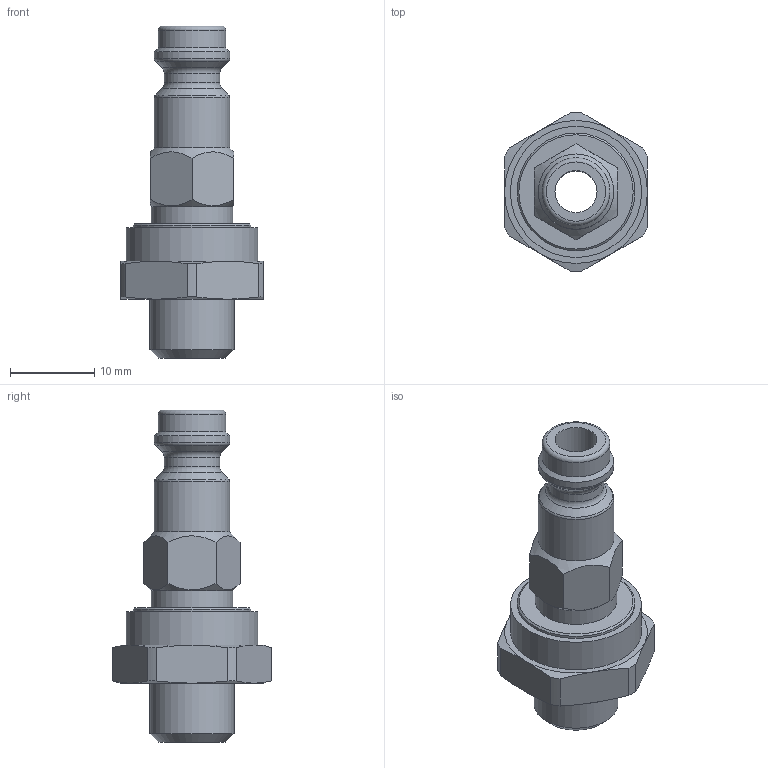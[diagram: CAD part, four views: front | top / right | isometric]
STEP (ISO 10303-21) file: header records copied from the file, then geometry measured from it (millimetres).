
FILE_DESCRIPTION(/* description */ (''),/* implementation_level */ '2;1');
FILE_NAME(/* name */ 'ksg_18_nw5-blc.stp',/* time_stamp */ '2018-01-22T12:45:33+01:00',/* author */ ('leitheußer'),/* organization */ (''),/* preprocessor_version */ 'ST-DEVELOPER v15.6',/* originating_system */ 'Autodesk Inventor LT ',/* authorisation */ '');
FILE_SCHEMA (('AUTOMOTIVE_DESIGN { 1 0 10303 214 3 1 1 }'));
Length unit declared in the file: millimetre
Products named in the file (1): KSG 18 NW5-BLC
Bounding box: 17 x 19 x 39.5 mm (x, y, z)
Volume: 3223.6 mm3; surface area: 2510 mm2
Topology: 1 solids, 2 shells, 60 faces, 131 edges, 77 vertices
Faces by surface type: cone 20, plane 18, cylinder 16, torus 6
Full cylindrical faces by diameter (mm): 5 x1, 6.6 x1, 8.05 x1, 8.96 x2, 9.7 x1, 10 x1, 13.99 x1, 14 x1, 15.6 x1
Entity records: 1563 total; most frequent: CARTESIAN_POINT 315, DIRECTION 244, ORIENTED_EDGE 212, AXIS2_PLACEMENT_3D 113, EDGE_CURVE 106, EDGE_LOOP 90, VERTEX_POINT 76, FACE_OUTER_BOUND 60
